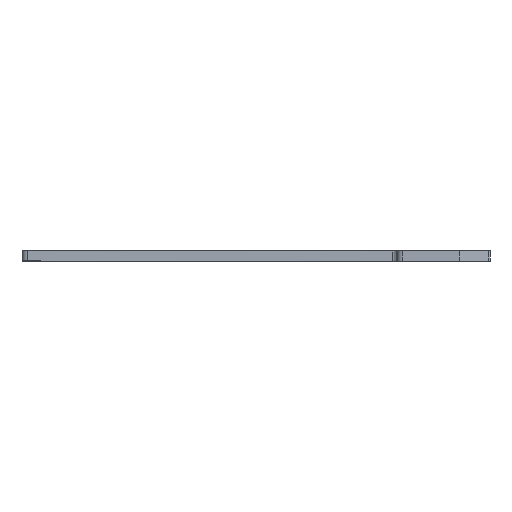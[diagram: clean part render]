
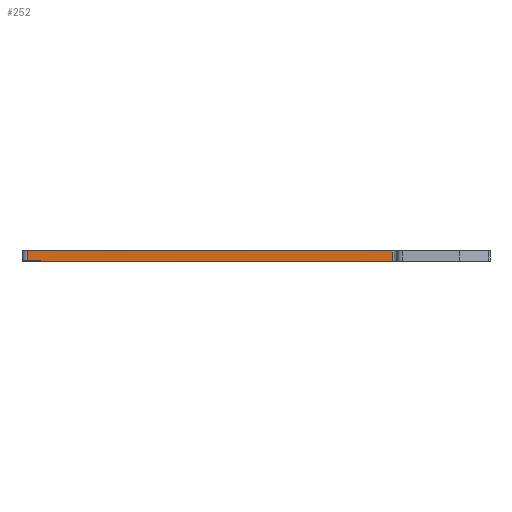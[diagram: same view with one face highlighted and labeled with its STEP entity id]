
A CAD part, front view. The second image highlights one B-rep face of the part: STEP entity #252.
In plain terms, the highlighted face is a extrusion surface.
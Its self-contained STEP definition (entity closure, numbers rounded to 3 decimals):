
#103=SURFACE_OF_LINEAR_EXTRUSION('',#815,#179);
#140=LINE('',#1570,#177);
#141=LINE('',#1571,#178);
#177=VECTOR('',#891,1.);
#178=VECTOR('',#892,1.);
#179=VECTOR('',#893,1.);
#252=ADVANCED_FACE('',(#293),#103,.F.);
#293=FACE_OUTER_BOUND('',#332,.T.);
#332=EDGE_LOOP('',(#407,#408,#409,#410));
#407=ORIENTED_EDGE('',*,*,#703,.F.);
#408=ORIENTED_EDGE('',*,*,#704,.T.);
#409=ORIENTED_EDGE('',*,*,#666,.F.);
#410=ORIENTED_EDGE('',*,*,#705,.F.);
#592=VERTEX_POINT('',#979);
#593=VERTEX_POINT('',#980);
#629=VERTEX_POINT('',#1568);
#630=VERTEX_POINT('',#1569);
#666=EDGE_CURVE('',#592,#593,#777,.T.);
#703=EDGE_CURVE('',#629,#630,#814,.T.);
#704=EDGE_CURVE('',#629,#593,#140,.T.);
#705=EDGE_CURVE('',#630,#592,#141,.T.);
#777=B_SPLINE_CURVE_WITH_KNOTS('',3,(#966,#967,#968,#969,#970,#971,#972,
#973,#974,#975,#976,#977,#978),.UNSPECIFIED.,.F.,.F.,(4,3,3,3,4),(0.,0.248,
0.5,0.75,1.),.UNSPECIFIED.);
#814=B_SPLINE_CURVE_WITH_KNOTS('',3,(#1564,#1565,#1566,#1567),
 .UNSPECIFIED.,.F.,.F.,(4,4),(0.,1.),.UNSPECIFIED.);
#815=B_SPLINE_CURVE_WITH_KNOTS('',3,(#1572,#1573,#1574,#1575,#1576,#1577,
#1578,#1579,#1580,#1581,#1582,#1583),.UNSPECIFIED.,.F.,.F.,(4,2,2,2,2,4),
(0.,0.125,0.25,0.5,0.75,1.),.UNSPECIFIED.);
#891=DIRECTION('',(0.,0.,1.));
#892=DIRECTION('',(0.,0.,1.));
#893=DIRECTION('',(0.,0.,1.));
#966=CARTESIAN_POINT('',(141.679,18.498,2.027));
#967=CARTESIAN_POINT('',(147.555,18.505,2.011));
#968=CARTESIAN_POINT('',(153.431,18.506,2.006));
#969=CARTESIAN_POINT('',(159.307,18.505,2.004));
#970=CARTESIAN_POINT('',(165.29,18.504,2.002));
#971=CARTESIAN_POINT('',(171.273,18.502,2.002));
#972=CARTESIAN_POINT('',(177.256,18.5,2.002));
#973=CARTESIAN_POINT('',(183.186,18.498,2.002));
#974=CARTESIAN_POINT('',(189.115,18.496,2.002));
#975=CARTESIAN_POINT('',(195.045,18.495,2.));
#976=CARTESIAN_POINT('',(200.974,18.494,1.998));
#977=CARTESIAN_POINT('',(206.904,18.497,1.988));
#978=CARTESIAN_POINT('',(212.833,18.5,1.98));
#979=CARTESIAN_POINT('',(141.679,18.498,2.027));
#980=CARTESIAN_POINT('',(212.833,18.5,1.98));
#1564=CARTESIAN_POINT('',(212.833,18.5,-0.02));
#1565=CARTESIAN_POINT('',(189.115,18.49,0.012));
#1566=CARTESIAN_POINT('',(165.397,18.525,-0.037));
#1567=CARTESIAN_POINT('',(141.679,18.498,0.027));
#1568=CARTESIAN_POINT('',(212.833,18.5,-0.02));
#1569=CARTESIAN_POINT('',(141.679,18.498,0.027));
#1570=CARTESIAN_POINT('',(212.833,18.5,-0.02));
#1571=CARTESIAN_POINT('',(141.679,18.498,0.027));
#1572=CARTESIAN_POINT('',(212.833,18.5,-0.02));
#1573=CARTESIAN_POINT('',(209.869,18.499,-0.016));
#1574=CARTESIAN_POINT('',(206.904,18.496,-0.009));
#1575=CARTESIAN_POINT('',(200.974,18.494,-0.003));
#1576=CARTESIAN_POINT('',(198.01,18.494,-0.001));
#1577=CARTESIAN_POINT('',(189.115,18.496,0.002));
#1578=CARTESIAN_POINT('',(183.186,18.498,0.002));
#1579=CARTESIAN_POINT('',(171.327,18.502,0.002));
#1580=CARTESIAN_POINT('',(165.397,18.504,0.002));
#1581=CARTESIAN_POINT('',(153.538,18.506,0.006));
#1582=CARTESIAN_POINT('',(147.609,18.505,0.011));
#1583=CARTESIAN_POINT('',(141.679,18.498,0.027));
